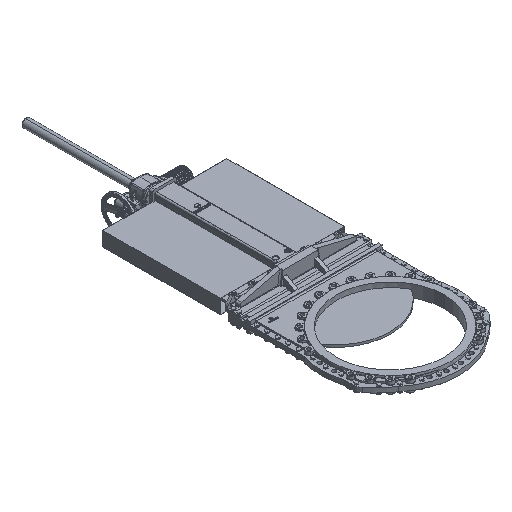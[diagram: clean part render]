
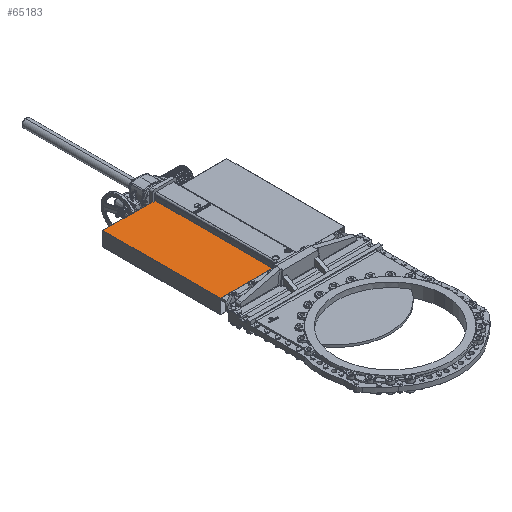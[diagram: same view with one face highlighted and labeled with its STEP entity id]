
A CAD part, isometric view. The second image highlights one B-rep face of the part: STEP entity #65183.
In plain terms, the highlighted planar face has unit normal (0, 0, 1).
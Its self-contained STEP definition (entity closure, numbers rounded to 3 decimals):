
#4254 = CARTESIAN_POINT ( 'NONE',  ( -90., 2040., 65. ) ) ;
#4257 = DIRECTION ( 'NONE',  ( 1., 0., 0. ) ) ;
#4260 = CARTESIAN_POINT ( 'NONE',  ( -91., 980., 65. ) ) ;
#4263 = DIRECTION ( 'NONE',  ( 1., 0., 0. ) ) ;
#4266 = CARTESIAN_POINT ( 'NONE',  ( -90., 2050., 65. ) ) ;
#4268 = DIRECTION ( 'NONE',  ( 0., -1., 0. ) ) ;
#4270 = CARTESIAN_POINT ( 'NONE',  ( -564., 979., 65. ) ) ;
#4272 = DIRECTION ( 'NONE',  ( 0., -1., 0. ) ) ;
#4274 = CARTESIAN_POINT ( 'NONE',  ( -115., 2040., 65. ) ) ;
#4276 = DIRECTION ( 'NONE',  ( 0., -1., 0. ) ) ;
#4279 = CARTESIAN_POINT ( 'NONE',  ( -564., 2050., 65. ) ) ;
#4281 = DIRECTION ( 'NONE',  ( -1., 0., 0. ) ) ;
#4495 = CARTESIAN_POINT ( 'NONE',  ( -564., 980., 65. ) ) ;
#4497 = DIRECTION ( 'NONE',  ( -1., 0., 0. ) ) ;
#4528 = CARTESIAN_POINT ( 'NONE',  ( -565., 2050., 65. ) ) ;
#4531 = DIRECTION ( 'NONE',  ( 0., 1., 0. ) ) ;
#4542 = CARTESIAN_POINT ( 'NONE',  ( -89., 979., 65. ) ) ;
#4544 = DIRECTION ( 'NONE',  ( -1., 0., 0. ) ) ;
#27648 = EDGE_LOOP ( 'NONE', ( #225220, #225225, #225216, #225223, #225227, #225229, #225230, #225234, #225231, #225236 ) ) ;
#28689 = LINE ( 'NONE', #4254, #234497 ) ;
#28690 = LINE ( 'NONE', #4260, #234499 ) ;
#28691 = LINE ( 'NONE', #4266, #234500 ) ;
#28692 = LINE ( 'NONE', #4270, #234503 ) ;
#28694 = LINE ( 'NONE', #4274, #234506 ) ;
#28695 = LINE ( 'NONE', #4279, #234509 ) ;
#28731 = LINE ( 'NONE', #4495, #234612 ) ;
#28738 = LINE ( 'NONE', #4528, #234629 ) ;
#28741 = LINE ( 'NONE', #4542, #234635 ) ;
#65183 = ADVANCED_FACE ( 'NONE', ( #148271 ), #241886, .T. ) ;
#77823 = EDGE_CURVE ( 'NONE', #227592, #227628, #232799, .T. ) ;
#119276 = AXIS2_PLACEMENT_3D ( 'NONE', #241888, #241890, #241892 ) ;
#142751 = VECTOR ( 'NONE', #193325, 1000. ) ;
#148271 = FACE_OUTER_BOUND ( 'NONE', #27648, .T. ) ;
#178110 = CARTESIAN_POINT ( 'NONE',  ( -91., 980., 65. ) ) ;
#178135 = CARTESIAN_POINT ( 'NONE',  ( -90., 979., 65. ) ) ;
#178146 = CARTESIAN_POINT ( 'NONE',  ( -91., 2040., 65. ) ) ;
#178149 = CARTESIAN_POINT ( 'NONE',  ( -564., 979., 65. ) ) ;
#178153 = CARTESIAN_POINT ( 'NONE',  ( -565., 980., 65. ) ) ;
#178168 = CARTESIAN_POINT ( 'NONE',  ( -565., 2050., 65. ) ) ;
#178218 = CARTESIAN_POINT ( 'NONE',  ( -564., 980., 65. ) ) ;
#178462 = CARTESIAN_POINT ( 'NONE',  ( -115., 2050., 65. ) ) ;
#178478 = CARTESIAN_POINT ( 'NONE',  ( -115., 2040., 65. ) ) ;
#178503 = CARTESIAN_POINT ( 'NONE',  ( -90., 980., 65. ) ) ;
#193323 = CARTESIAN_POINT ( 'NONE',  ( -91., 980., 65. ) ) ;
#193325 = DIRECTION ( 'NONE',  ( 0., 1., 0. ) ) ;
#203799 = EDGE_CURVE ( 'NONE', #228138, #227628, #28689, .T. ) ;
#203803 = EDGE_CURVE ( 'NONE', #227592, #228193, #28690, .T. ) ;
#203805 = EDGE_CURVE ( 'NONE', #228193, #227617, #28691, .T. ) ;
#203808 = EDGE_CURVE ( 'NONE', #227700, #227631, #28692, .T. ) ;
#203811 = EDGE_CURVE ( 'NONE', #228106, #228138, #28694, .T. ) ;
#203815 = EDGE_CURVE ( 'NONE', #228106, #227650, #28695, .T. ) ;
#203949 = EDGE_CURVE ( 'NONE', #227700, #227635, #28731, .T. ) ;
#203964 = EDGE_CURVE ( 'NONE', #227635, #227650, #28738, .T. ) ;
#203970 = EDGE_CURVE ( 'NONE', #227617, #227631, #28741, .T. ) ;
#225216 = ORIENTED_EDGE ( 'NONE', *, *, #203964, .F. ) ;
#225220 = ORIENTED_EDGE ( 'NONE', *, *, #203811, .F. ) ;
#225223 = ORIENTED_EDGE ( 'NONE', *, *, #203949, .F. ) ;
#225225 = ORIENTED_EDGE ( 'NONE', *, *, #203815, .T. ) ;
#225227 = ORIENTED_EDGE ( 'NONE', *, *, #203808, .T. ) ;
#225229 = ORIENTED_EDGE ( 'NONE', *, *, #203970, .F. ) ;
#225230 = ORIENTED_EDGE ( 'NONE', *, *, #203805, .F. ) ;
#225231 = ORIENTED_EDGE ( 'NONE', *, *, #77823, .T. ) ;
#225234 = ORIENTED_EDGE ( 'NONE', *, *, #203803, .F. ) ;
#225236 = ORIENTED_EDGE ( 'NONE', *, *, #203799, .F. ) ;
#227592 = VERTEX_POINT ( 'NONE', #178110 ) ;
#227617 = VERTEX_POINT ( 'NONE', #178135 ) ;
#227628 = VERTEX_POINT ( 'NONE', #178146 ) ;
#227631 = VERTEX_POINT ( 'NONE', #178149 ) ;
#227635 = VERTEX_POINT ( 'NONE', #178153 ) ;
#227650 = VERTEX_POINT ( 'NONE', #178168 ) ;
#227700 = VERTEX_POINT ( 'NONE', #178218 ) ;
#228106 = VERTEX_POINT ( 'NONE', #178462 ) ;
#228138 = VERTEX_POINT ( 'NONE', #178478 ) ;
#228193 = VERTEX_POINT ( 'NONE', #178503 ) ;
#232799 = LINE ( 'NONE', #193323, #142751 ) ;
#234497 = VECTOR ( 'NONE', #4257, 1000. ) ;
#234499 = VECTOR ( 'NONE', #4263, 1000. ) ;
#234500 = VECTOR ( 'NONE', #4268, 1000. ) ;
#234503 = VECTOR ( 'NONE', #4272, 1000. ) ;
#234506 = VECTOR ( 'NONE', #4276, 1000. ) ;
#234509 = VECTOR ( 'NONE', #4281, 1000. ) ;
#234612 = VECTOR ( 'NONE', #4497, 1000. ) ;
#234629 = VECTOR ( 'NONE', #4531, 1000. ) ;
#234635 = VECTOR ( 'NONE', #4544, 1000. ) ;
#241886 = PLANE ( 'NONE',  #119276 ) ;
#241888 = CARTESIAN_POINT ( 'NONE',  ( -564., 2050., 65. ) ) ;
#241890 = DIRECTION ( 'NONE',  ( 0., 0., 1. ) ) ;
#241892 = DIRECTION ( 'NONE',  ( -1., 0., 0. ) ) ;
